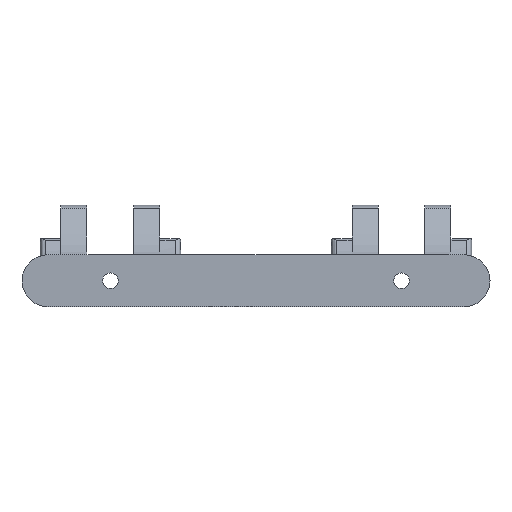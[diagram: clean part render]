
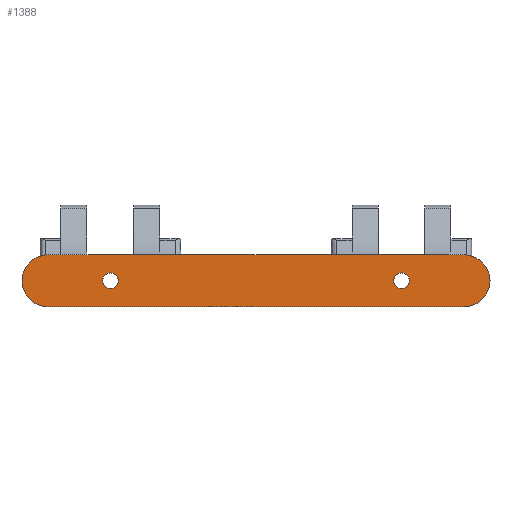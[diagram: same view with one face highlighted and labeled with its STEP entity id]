
A CAD part, front view. The second image highlights one B-rep face of the part: STEP entity #1388.
In plain terms, the highlighted planar face has unit normal (0, -1, 0).
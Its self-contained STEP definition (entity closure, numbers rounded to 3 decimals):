
#77=FACE_BOUND('',#241,.T.);
#78=FACE_BOUND('',#242,.T.);
#111=CIRCLE('',#1491,5.);
#112=CIRCLE('',#1492,5.);
#113=CIRCLE('',#1493,1.5);
#114=CIRCLE('',#1494,1.5);
#156=FACE_OUTER_BOUND('',#240,.T.);
#240=EDGE_LOOP('',(#1101,#1102,#1103,#1104));
#241=EDGE_LOOP('',(#1105));
#242=EDGE_LOOP('',(#1106));
#444=LINE('',#2332,#532);
#447=LINE('',#2338,#535);
#532=VECTOR('',#1666,80.);
#535=VECTOR('',#1671,80.);
#654=VERTEX_POINT('',#2329);
#655=VERTEX_POINT('',#2331);
#656=VERTEX_POINT('',#2336);
#657=VERTEX_POINT('',#2337);
#659=VERTEX_POINT('',#2350);
#660=VERTEX_POINT('',#2352);
#825=EDGE_CURVE('',#654,#655,#444,.T.);
#828=EDGE_CURVE('',#656,#657,#447,.T.);
#835=EDGE_CURVE('',#654,#657,#111,.F.);
#836=EDGE_CURVE('',#656,#655,#112,.F.);
#837=EDGE_CURVE('',#659,#659,#113,.T.);
#838=EDGE_CURVE('',#660,#660,#114,.T.);
#1101=ORIENTED_EDGE('',*,*,#825,.F.);
#1102=ORIENTED_EDGE('',*,*,#835,.T.);
#1103=ORIENTED_EDGE('',*,*,#828,.F.);
#1104=ORIENTED_EDGE('',*,*,#836,.T.);
#1105=ORIENTED_EDGE('',*,*,#837,.T.);
#1106=ORIENTED_EDGE('',*,*,#838,.T.);
#1342=PLANE('',#1490);
#1388=ADVANCED_FACE('',(#156,#77,#78),#1342,.F.);
#1490=AXIS2_PLACEMENT_3D('',#2347,#1681,#1682);
#1491=AXIS2_PLACEMENT_3D('',#2348,#1683,#1684);
#1492=AXIS2_PLACEMENT_3D('',#2349,#1685,#1686);
#1493=AXIS2_PLACEMENT_3D('',#2351,#1687,#1688);
#1494=AXIS2_PLACEMENT_3D('',#2353,#1689,#1690);
#1666=DIRECTION('',(-1.,0.,0.));
#1671=DIRECTION('',(1.,0.,0.));
#1681=DIRECTION('center_axis',(0.,1.,0.));
#1682=DIRECTION('ref_axis',(0.,0.,1.));
#1683=DIRECTION('center_axis',(0.,1.,0.));
#1684=DIRECTION('ref_axis',(0.,0.,1.));
#1685=DIRECTION('center_axis',(0.,1.,0.));
#1686=DIRECTION('ref_axis',(0.,0.,1.));
#1687=DIRECTION('center_axis',(0.,1.,0.));
#1688=DIRECTION('ref_axis',(0.,0.,1.));
#1689=DIRECTION('center_axis',(0.,1.,0.));
#1690=DIRECTION('ref_axis',(0.,0.,1.));
#2329=CARTESIAN_POINT('',(40.,0.,-5.));
#2331=CARTESIAN_POINT('',(-40.,0.,-5.));
#2332=CARTESIAN_POINT('',(40.,0.,-5.));
#2336=CARTESIAN_POINT('',(-40.,0.,5.));
#2337=CARTESIAN_POINT('',(40.,0.,5.));
#2338=CARTESIAN_POINT('',(-40.,0.,5.));
#2347=CARTESIAN_POINT('Origin',(0.,0.,0.));
#2348=CARTESIAN_POINT('Origin',(40.,0.,0.));
#2349=CARTESIAN_POINT('Origin',(-40.,0.,0.));
#2350=CARTESIAN_POINT('',(28.,0.,-1.5));
#2351=CARTESIAN_POINT('Origin',(28.,0.,0.));
#2352=CARTESIAN_POINT('',(-28.,0.,-1.5));
#2353=CARTESIAN_POINT('Origin',(-28.,0.,0.));
